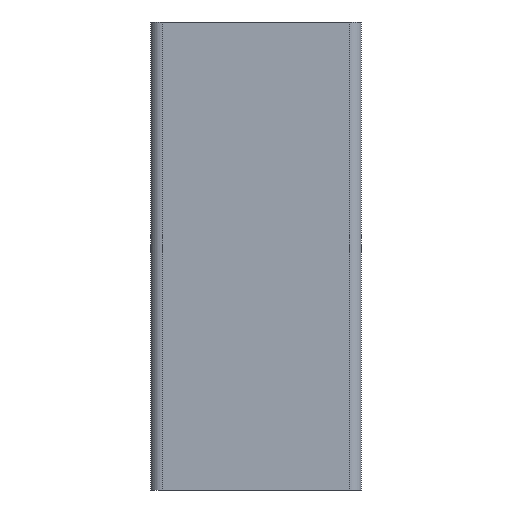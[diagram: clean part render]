
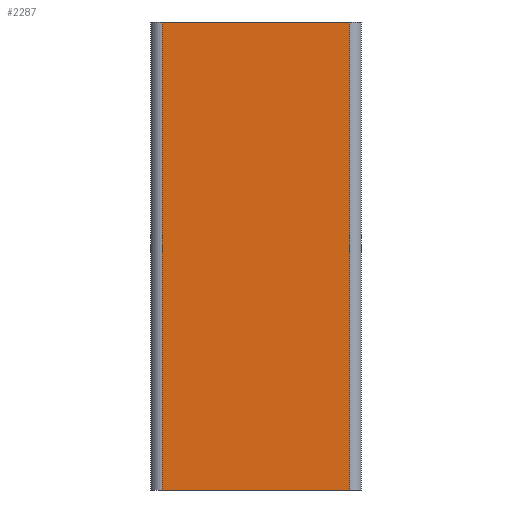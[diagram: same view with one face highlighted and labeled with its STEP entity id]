
A CAD part, left-side view. The second image highlights one B-rep face of the part: STEP entity #2287.
In plain terms, the highlighted planar face has unit normal (-1, 0, 0).
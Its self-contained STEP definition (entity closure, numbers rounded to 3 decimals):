
#89=PLANE('',#2501);
#201=FACE_OUTER_BOUND('',#323,.T.);
#323=EDGE_LOOP('',(#1997,#1998,#1999,#2000));
#558=LINE('',#3816,#792);
#561=LINE('',#3825,#795);
#562=LINE('',#3829,#796);
#563=LINE('',#3830,#797);
#792=VECTOR('',#3134,40.);
#795=VECTOR('',#3147,100.);
#796=VECTOR('',#3152,100.);
#797=VECTOR('',#3153,40.);
#1120=VERTEX_POINT('',#3813);
#1121=VERTEX_POINT('',#3815);
#1122=VERTEX_POINT('',#3824);
#1123=VERTEX_POINT('',#3828);
#1445=EDGE_CURVE('',#1121,#1120,#558,.T.);
#1450=EDGE_CURVE('',#1122,#1121,#561,.T.);
#1452=EDGE_CURVE('',#1123,#1120,#562,.T.);
#1453=EDGE_CURVE('',#1122,#1123,#563,.T.);
#1997=ORIENTED_EDGE('',*,*,#1445,.T.);
#1998=ORIENTED_EDGE('',*,*,#1452,.F.);
#1999=ORIENTED_EDGE('',*,*,#1453,.F.);
#2000=ORIENTED_EDGE('',*,*,#1450,.T.);
#2287=ADVANCED_FACE('',(#201),#89,.T.);
#2501=AXIS2_PLACEMENT_3D('',#3827,#3150,#3151);
#3134=DIRECTION('',(0.,1.,0.));
#3147=DIRECTION('',(0.,0.,1.));
#3150=DIRECTION('center_axis',(-1.,0.,0.));
#3151=DIRECTION('ref_axis',(0.,-1.,0.));
#3152=DIRECTION('',(0.,0.,1.));
#3153=DIRECTION('',(0.,1.,0.));
#3813=CARTESIAN_POINT('',(-45.,20.,100.));
#3815=CARTESIAN_POINT('',(-45.,-20.,100.));
#3816=CARTESIAN_POINT('',(-45.,10.,100.));
#3824=CARTESIAN_POINT('',(-45.,-20.,0.));
#3825=CARTESIAN_POINT('',(-45.,-20.,0.));
#3827=CARTESIAN_POINT('Origin',(-45.,20.,0.));
#3828=CARTESIAN_POINT('',(-45.,20.,0.));
#3829=CARTESIAN_POINT('',(-45.,20.,0.));
#3830=CARTESIAN_POINT('',(-45.,10.,0.));
